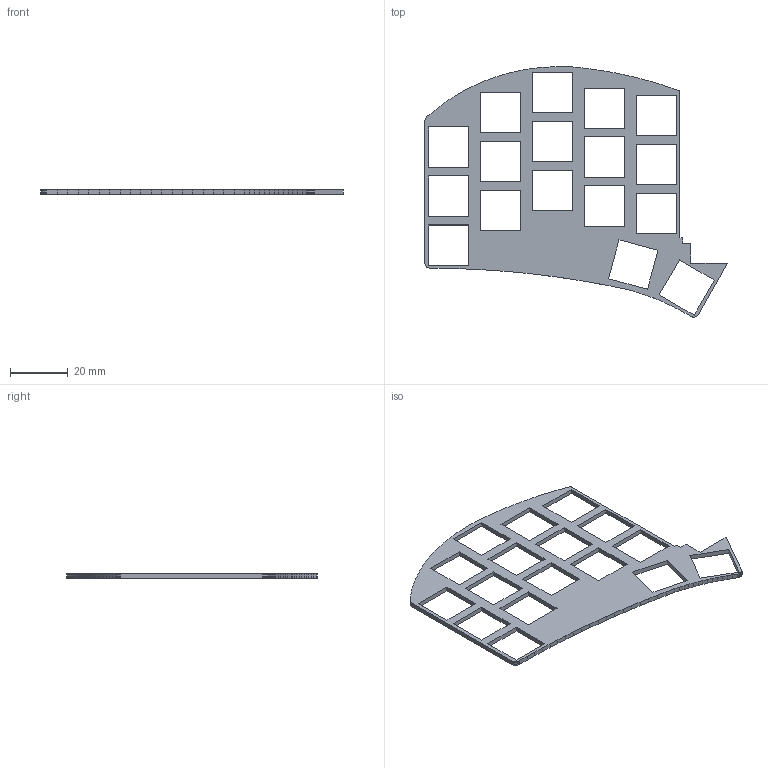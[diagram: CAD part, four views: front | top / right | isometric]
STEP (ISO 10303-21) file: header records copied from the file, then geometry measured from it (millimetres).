
FILE_DESCRIPTION(('KiCad electronic assembly'),'2;1');
FILE_NAME('sweepv2-nologo_plate.step','2023-07-22T19:42:31',('Pcbnew'),( 'Kicad'),'Open CASCADE STEP processor 7.6','KiCad to STEP converter' ,'Unknown');
FILE_SCHEMA(('AUTOMOTIVE_DESIGN { 1 0 10303 214 1 1 1 1 }'));
Length unit declared in the file: millimetre
Products named in the file (2): sweepv2-nologo_plate 1; sweepv2-nologo_plate PCB
Assembly tree (1 placements, depth 2):
  sweepv2-nologo_plate 1
    sweepv2-nologo_plate PCB
Bounding box: 105.01 x 86.86 x 1.6 mm (x, y, z)
Volume: 4890.9 mm3; surface area: 8179.7 mm2
Topology: 1 solids, 1 shells, 190 faces, 564 edges, 376 vertices
Faces by surface type: plane 190
Entity records: 13675 total; most frequent: CARTESIAN_POINT 2260, DIRECTION 2076, LINE 1692, VECTOR 1692, ORIENTED_EDGE 1128, PCURVE 1128, DEFINITIONAL_REPRESENTATION 1128, EDGE_CURVE 564
